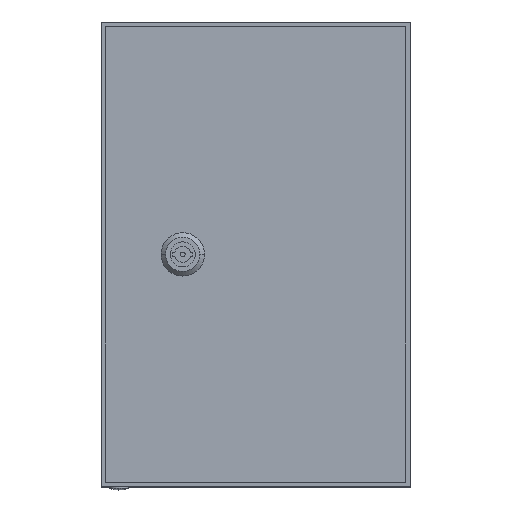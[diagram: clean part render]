
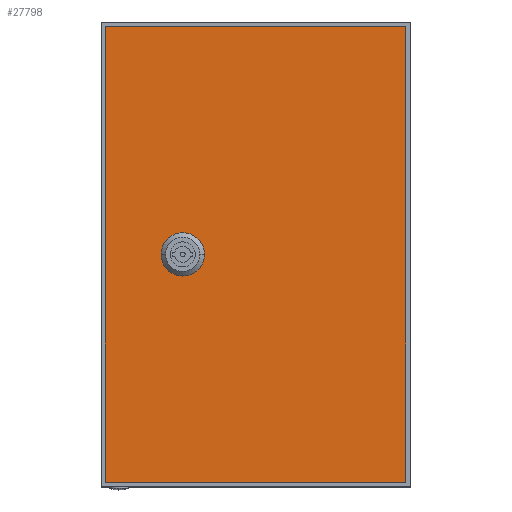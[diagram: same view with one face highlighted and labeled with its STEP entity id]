
A CAD part, top view. The second image highlights one B-rep face of the part: STEP entity #27798.
In plain terms, the highlighted planar face has unit normal (0, 0, 1).
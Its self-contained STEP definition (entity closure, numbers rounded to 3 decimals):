
#563 = DIRECTION ( 'NONE',  ( 0., 1., 0. ) ) ;
#874 = AXIS2_PLACEMENT_3D ( 'NONE', #34441, #5126, #26068 ) ;
#1120 = ORIENTED_EDGE ( 'NONE', *, *, #41813, .T. ) ;
#1948 = DIRECTION ( 'NONE',  ( 1., 0., 0. ) ) ;
#2939 = LINE ( 'NONE', #9557, #31132 ) ;
#3204 = VERTEX_POINT ( 'NONE', #31605 ) ;
#4290 = ORIENTED_EDGE ( 'NONE', *, *, #12438, .T. ) ;
#4331 = DIRECTION ( 'NONE',  ( 0., 0., 1. ) ) ;
#5126 = DIRECTION ( 'NONE',  ( 0., 0., -1. ) ) ;
#6823 = VERTEX_POINT ( 'NONE', #40512 ) ;
#7643 = EDGE_CURVE ( 'NONE', #18299, #10104, #29849, .T. ) ;
#7694 = EDGE_CURVE ( 'NONE', #37415, #18299, #2939, .T. ) ;
#8842 = VECTOR ( 'NONE', #20332, 1000. ) ;
#9283 = EDGE_LOOP ( 'NONE', ( #11456, #25533, #26741, #4290 ) ) ;
#9557 = CARTESIAN_POINT ( 'NONE',  ( 2.72, 3., 16.85 ) ) ;
#10104 = VERTEX_POINT ( 'NONE', #39955 ) ;
#11456 = ORIENTED_EDGE ( 'NONE', *, *, #14779, .T. ) ;
#11470 = VERTEX_POINT ( 'NONE', #35613 ) ;
#12438 = EDGE_CURVE ( 'NONE', #10104, #11470, #20875, .T. ) ;
#13530 = FACE_BOUND ( 'NONE', #16126, .T. ) ;
#14709 = VECTOR ( 'NONE', #563, 1000. ) ;
#14779 = EDGE_CURVE ( 'NONE', #11470, #37415, #19486, .T. ) ;
#15152 = CIRCLE ( 'NONE', #874, 14. ) ;
#16126 = EDGE_LOOP ( 'NONE', ( #19249, #1120 ) ) ;
#18299 = VERTEX_POINT ( 'NONE', #36180 ) ;
#19249 = ORIENTED_EDGE ( 'NONE', *, *, #42056, .T. ) ;
#19486 = LINE ( 'NONE', #39193, #8842 ) ;
#20154 = PLANE ( 'NONE',  #31451 ) ;
#20332 = DIRECTION ( 'NONE',  ( 0., -1., 0. ) ) ;
#20524 = DIRECTION ( 'NONE',  ( 0., 0., -1. ) ) ;
#20875 = LINE ( 'NONE', #33955, #40674 ) ;
#22589 = DIRECTION ( 'NONE',  ( 1., 0., 0. ) ) ;
#24733 = CIRCLE ( 'NONE', #35621, 14. ) ;
#25237 = CARTESIAN_POINT ( 'NONE',  ( 2.72, 3., 16.85 ) ) ;
#25533 = ORIENTED_EDGE ( 'NONE', *, *, #7694, .T. ) ;
#26068 = DIRECTION ( 'NONE',  ( -1., 0., 0. ) ) ;
#26569 = FACE_OUTER_BOUND ( 'NONE', #9283, .T. ) ;
#26741 = ORIENTED_EDGE ( 'NONE', *, *, #7643, .T. ) ;
#27500 = DIRECTION ( 'NONE',  ( -1., 0., 0. ) ) ;
#27798 = ADVANCED_FACE ( 'NONE', ( #13530, #26569 ), #20154, .T. ) ;
#29849 = LINE ( 'NONE', #35849, #14709 ) ;
#31132 = VECTOR ( 'NONE', #22589, 1000. ) ;
#31451 = AXIS2_PLACEMENT_3D ( 'NONE', #37890, #4331, #1948 ) ;
#31605 = CARTESIAN_POINT ( 'NONE',  ( 66.72, 150., 16.85 ) ) ;
#33955 = CARTESIAN_POINT ( 'NONE',  ( 2.72, 297., 16.85 ) ) ;
#34441 = CARTESIAN_POINT ( 'NONE',  ( 52.72, 150., 16.85 ) ) ;
#35613 = CARTESIAN_POINT ( 'NONE',  ( 2.72, 297., 16.85 ) ) ;
#35621 = AXIS2_PLACEMENT_3D ( 'NONE', #36603, #20524, #37207 ) ;
#35849 = CARTESIAN_POINT ( 'NONE',  ( 196.72, 297., 16.85 ) ) ;
#36180 = CARTESIAN_POINT ( 'NONE',  ( 196.72, 3., 16.85 ) ) ;
#36603 = CARTESIAN_POINT ( 'NONE',  ( 52.72, 150., 16.85 ) ) ;
#37207 = DIRECTION ( 'NONE',  ( -1., 0., 0. ) ) ;
#37415 = VERTEX_POINT ( 'NONE', #25237 ) ;
#37890 = CARTESIAN_POINT ( 'NONE',  ( 0., 0., 16.85 ) ) ;
#39193 = CARTESIAN_POINT ( 'NONE',  ( 2.72, 297., 16.85 ) ) ;
#39955 = CARTESIAN_POINT ( 'NONE',  ( 196.72, 297., 16.85 ) ) ;
#40512 = CARTESIAN_POINT ( 'NONE',  ( 38.72, 150., 16.85 ) ) ;
#40674 = VECTOR ( 'NONE', #27500, 1000. ) ;
#41813 = EDGE_CURVE ( 'NONE', #3204, #6823, #24733, .T. ) ;
#42056 = EDGE_CURVE ( 'NONE', #6823, #3204, #15152, .T. ) ;
